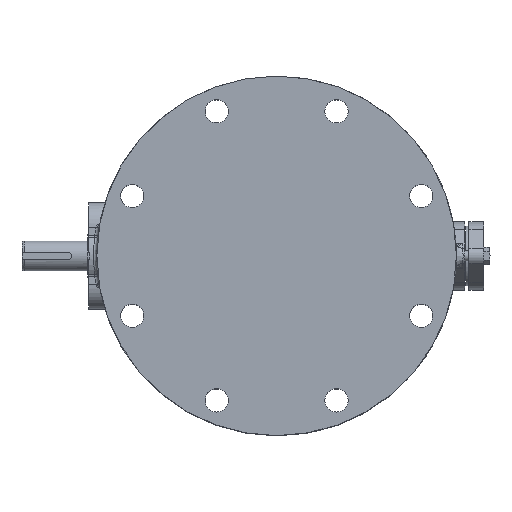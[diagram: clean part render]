
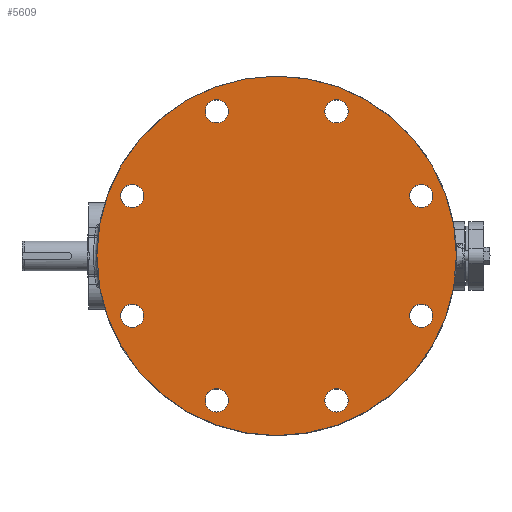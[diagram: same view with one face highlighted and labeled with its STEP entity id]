
A CAD part, top view. The second image highlights one B-rep face of the part: STEP entity #5609.
In plain terms, the highlighted planar face has unit normal (0, 0, 1).
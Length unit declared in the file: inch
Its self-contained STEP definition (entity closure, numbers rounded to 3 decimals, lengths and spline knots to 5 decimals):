
#114=CARTESIAN_POINT('',(0.,0.,3.));
#115=DIRECTION('',(0.,0.,-1.));
#116=DIRECTION('',(0.,-1.,0.));
#117=AXIS2_PLACEMENT_3D('',#114,#115,#116);
#123=CARTESIAN_POINT('',(0.,0.,3.));
#124=DIRECTION('',(0.,0.,-1.));
#125=DIRECTION('',(0.,1.,0.));
#126=AXIS2_PLACEMENT_3D('',#123,#124,#125);
#193=CARTESIAN_POINT('',(2.24827,5.42779,3.));
#194=DIRECTION('',(0.,0.,1.));
#195=DIRECTION('',(1.,0.,0.));
#196=AXIS2_PLACEMENT_3D('',#193,#194,#195);
#198=CARTESIAN_POINT('',(2.24827,5.42779,3.));
#199=DIRECTION('',(0.,0.,1.));
#200=DIRECTION('',(-1.,0.,0.));
#201=AXIS2_PLACEMENT_3D('',#198,#199,#200);
#203=CARTESIAN_POINT('',(5.42779,2.24827,3.));
#204=DIRECTION('',(0.,0.,1.));
#205=DIRECTION('',(1.,0.,0.));
#206=AXIS2_PLACEMENT_3D('',#203,#204,#205);
#208=CARTESIAN_POINT('',(5.42779,2.24827,3.));
#209=DIRECTION('',(0.,0.,1.));
#210=DIRECTION('',(-1.,0.,0.));
#211=AXIS2_PLACEMENT_3D('',#208,#209,#210);
#213=CARTESIAN_POINT('',(-2.24827,5.42779,3.));
#214=DIRECTION('',(0.,0.,1.));
#215=DIRECTION('',(1.,0.,0.));
#216=AXIS2_PLACEMENT_3D('',#213,#214,#215);
#218=CARTESIAN_POINT('',(-2.24827,5.42779,3.));
#219=DIRECTION('',(0.,0.,1.));
#220=DIRECTION('',(-1.,0.,0.));
#221=AXIS2_PLACEMENT_3D('',#218,#219,#220);
#223=CARTESIAN_POINT('',(-5.42779,2.24827,3.));
#224=DIRECTION('',(0.,0.,1.));
#225=DIRECTION('',(1.,0.,0.));
#226=AXIS2_PLACEMENT_3D('',#223,#224,#225);
#228=CARTESIAN_POINT('',(-5.42779,2.24827,3.));
#229=DIRECTION('',(0.,0.,1.));
#230=DIRECTION('',(-1.,0.,0.));
#231=AXIS2_PLACEMENT_3D('',#228,#229,#230);
#233=CARTESIAN_POINT('',(-5.42779,-2.24827,3.));
#234=DIRECTION('',(0.,0.,1.));
#235=DIRECTION('',(1.,0.,0.));
#236=AXIS2_PLACEMENT_3D('',#233,#234,#235);
#238=CARTESIAN_POINT('',(-5.42779,-2.24827,3.));
#239=DIRECTION('',(0.,0.,1.));
#240=DIRECTION('',(-1.,0.,0.));
#241=AXIS2_PLACEMENT_3D('',#238,#239,#240);
#243=CARTESIAN_POINT('',(-2.24827,-5.42779,3.));
#244=DIRECTION('',(0.,0.,1.));
#245=DIRECTION('',(1.,0.,0.));
#246=AXIS2_PLACEMENT_3D('',#243,#244,#245);
#248=CARTESIAN_POINT('',(-2.24827,-5.42779,3.));
#249=DIRECTION('',(0.,0.,1.));
#250=DIRECTION('',(-1.,0.,0.));
#251=AXIS2_PLACEMENT_3D('',#248,#249,#250);
#253=CARTESIAN_POINT('',(2.24827,-5.42779,3.));
#254=DIRECTION('',(0.,0.,1.));
#255=DIRECTION('',(1.,0.,0.));
#256=AXIS2_PLACEMENT_3D('',#253,#254,#255);
#258=CARTESIAN_POINT('',(2.24827,-5.42779,3.));
#259=DIRECTION('',(0.,0.,1.));
#260=DIRECTION('',(-1.,0.,0.));
#261=AXIS2_PLACEMENT_3D('',#258,#259,#260);
#263=CARTESIAN_POINT('',(5.42779,-2.24827,3.));
#264=DIRECTION('',(0.,0.,1.));
#265=DIRECTION('',(1.,0.,0.));
#266=AXIS2_PLACEMENT_3D('',#263,#264,#265);
#268=CARTESIAN_POINT('',(5.42779,-2.24827,3.));
#269=DIRECTION('',(0.,0.,1.));
#270=DIRECTION('',(-1.,0.,0.));
#271=AXIS2_PLACEMENT_3D('',#268,#269,#270);
#5122=CARTESIAN_POINT('',(0.,-6.75,3.));
#5123=VERTEX_POINT('',#5122);
#5126=CARTESIAN_POINT('',(0.,6.75,3.));
#5127=VERTEX_POINT('',#5126);
#5382=CARTESIAN_POINT('',(2.68577,5.42779,3.));
#5383=CARTESIAN_POINT('',(1.81077,5.42779,3.));
#5384=VERTEX_POINT('',#5382);
#5385=VERTEX_POINT('',#5383);
#5386=CARTESIAN_POINT('',(5.86529,2.24827,3.));
#5387=CARTESIAN_POINT('',(4.99029,2.24827,3.));
#5388=VERTEX_POINT('',#5386);
#5389=VERTEX_POINT('',#5387);
#5390=CARTESIAN_POINT('',(-1.81077,5.42779,3.));
#5391=CARTESIAN_POINT('',(-2.68577,5.42779,3.));
#5392=VERTEX_POINT('',#5390);
#5393=VERTEX_POINT('',#5391);
#5394=CARTESIAN_POINT('',(-4.99029,2.24827,3.));
#5395=CARTESIAN_POINT('',(-5.86529,2.24827,3.));
#5396=VERTEX_POINT('',#5394);
#5397=VERTEX_POINT('',#5395);
#5398=CARTESIAN_POINT('',(-4.99029,-2.24827,3.));
#5399=CARTESIAN_POINT('',(-5.86529,-2.24827,3.));
#5400=VERTEX_POINT('',#5398);
#5401=VERTEX_POINT('',#5399);
#5402=CARTESIAN_POINT('',(-1.81077,-5.42779,3.));
#5403=CARTESIAN_POINT('',(-2.68577,-5.42779,3.));
#5404=VERTEX_POINT('',#5402);
#5405=VERTEX_POINT('',#5403);
#5406=CARTESIAN_POINT('',(2.68577,-5.42779,3.));
#5407=CARTESIAN_POINT('',(1.81077,-5.42779,3.));
#5408=VERTEX_POINT('',#5406);
#5409=VERTEX_POINT('',#5407);
#5410=CARTESIAN_POINT('',(5.86529,-2.24827,3.));
#5411=CARTESIAN_POINT('',(4.99029,-2.24827,3.));
#5412=VERTEX_POINT('',#5410);
#5413=VERTEX_POINT('',#5411);
#5552=CARTESIAN_POINT('',(0.,0.,3.));
#5553=DIRECTION('',(0.,0.,-1.));
#5554=DIRECTION('',(0.,-1.,0.));
#5555=AXIS2_PLACEMENT_3D('',#5552,#5553,#5554);
#5556=PLANE('',#5555);
#5557=ORIENTED_EDGE('',*,*,#5525,.T.);
#5558=ORIENTED_EDGE('',*,*,#5536,.T.);
#5559=EDGE_LOOP('',(#5557,#5558));
#5560=FACE_OUTER_BOUND('',#5559,.F.);
#5562=ORIENTED_EDGE('',*,*,#5561,.T.);
#5564=ORIENTED_EDGE('',*,*,#5563,.T.);
#5565=EDGE_LOOP('',(#5562,#5564));
#5566=FACE_BOUND('',#5565,.F.);
#5568=ORIENTED_EDGE('',*,*,#5567,.T.);
#5570=ORIENTED_EDGE('',*,*,#5569,.T.);
#5571=EDGE_LOOP('',(#5568,#5570));
#5572=FACE_BOUND('',#5571,.F.);
#5574=ORIENTED_EDGE('',*,*,#5573,.T.);
#5576=ORIENTED_EDGE('',*,*,#5575,.T.);
#5577=EDGE_LOOP('',(#5574,#5576));
#5578=FACE_BOUND('',#5577,.F.);
#5580=ORIENTED_EDGE('',*,*,#5579,.T.);
#5582=ORIENTED_EDGE('',*,*,#5581,.T.);
#5583=EDGE_LOOP('',(#5580,#5582));
#5584=FACE_BOUND('',#5583,.F.);
#5586=ORIENTED_EDGE('',*,*,#5585,.T.);
#5588=ORIENTED_EDGE('',*,*,#5587,.T.);
#5589=EDGE_LOOP('',(#5586,#5588));
#5590=FACE_BOUND('',#5589,.F.);
#5592=ORIENTED_EDGE('',*,*,#5591,.T.);
#5594=ORIENTED_EDGE('',*,*,#5593,.T.);
#5595=EDGE_LOOP('',(#5592,#5594));
#5596=FACE_BOUND('',#5595,.F.);
#5598=ORIENTED_EDGE('',*,*,#5597,.T.);
#5600=ORIENTED_EDGE('',*,*,#5599,.T.);
#5601=EDGE_LOOP('',(#5598,#5600));
#5602=FACE_BOUND('',#5601,.F.);
#5604=ORIENTED_EDGE('',*,*,#5603,.T.);
#5606=ORIENTED_EDGE('',*,*,#5605,.T.);
#5607=EDGE_LOOP('',(#5604,#5606));
#5608=FACE_BOUND('',#5607,.F.);
#5609=ADVANCED_FACE('',(#5560,#5566,#5572,#5578,#5584,#5590,#5596,#5602,#5608),
#5556,.F.);
#118=CIRCLE('',#117,6.75);
#127=CIRCLE('',#126,6.75);
#197=CIRCLE('',#196,0.4375);
#202=CIRCLE('',#201,0.4375);
#207=CIRCLE('',#206,0.4375);
#212=CIRCLE('',#211,0.4375);
#217=CIRCLE('',#216,0.4375);
#222=CIRCLE('',#221,0.4375);
#227=CIRCLE('',#226,0.4375);
#232=CIRCLE('',#231,0.4375);
#237=CIRCLE('',#236,0.4375);
#242=CIRCLE('',#241,0.4375);
#247=CIRCLE('',#246,0.4375);
#252=CIRCLE('',#251,0.4375);
#257=CIRCLE('',#256,0.4375);
#262=CIRCLE('',#261,0.4375);
#267=CIRCLE('',#266,0.4375);
#272=CIRCLE('',#271,0.4375);
#5525=EDGE_CURVE('',#5123,#5127,#118,.T.);
#5536=EDGE_CURVE('',#5127,#5123,#127,.T.);
#5561=EDGE_CURVE('',#5384,#5385,#197,.T.);
#5563=EDGE_CURVE('',#5385,#5384,#202,.T.);
#5567=EDGE_CURVE('',#5388,#5389,#207,.T.);
#5569=EDGE_CURVE('',#5389,#5388,#212,.T.);
#5573=EDGE_CURVE('',#5392,#5393,#217,.T.);
#5575=EDGE_CURVE('',#5393,#5392,#222,.T.);
#5579=EDGE_CURVE('',#5396,#5397,#227,.T.);
#5581=EDGE_CURVE('',#5397,#5396,#232,.T.);
#5585=EDGE_CURVE('',#5400,#5401,#237,.T.);
#5587=EDGE_CURVE('',#5401,#5400,#242,.T.);
#5591=EDGE_CURVE('',#5404,#5405,#247,.T.);
#5593=EDGE_CURVE('',#5405,#5404,#252,.T.);
#5597=EDGE_CURVE('',#5408,#5409,#257,.T.);
#5599=EDGE_CURVE('',#5409,#5408,#262,.T.);
#5603=EDGE_CURVE('',#5412,#5413,#267,.T.);
#5605=EDGE_CURVE('',#5413,#5412,#272,.T.);
